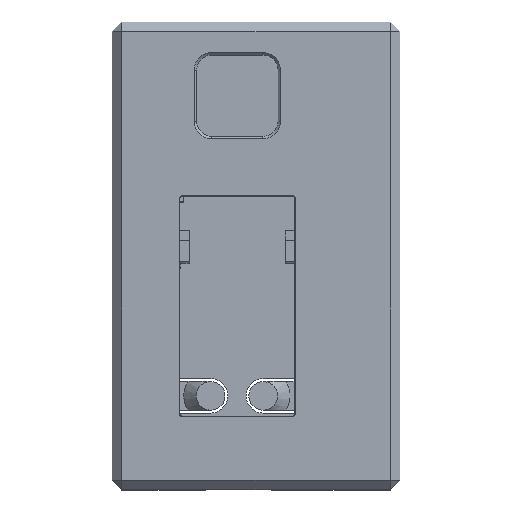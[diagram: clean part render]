
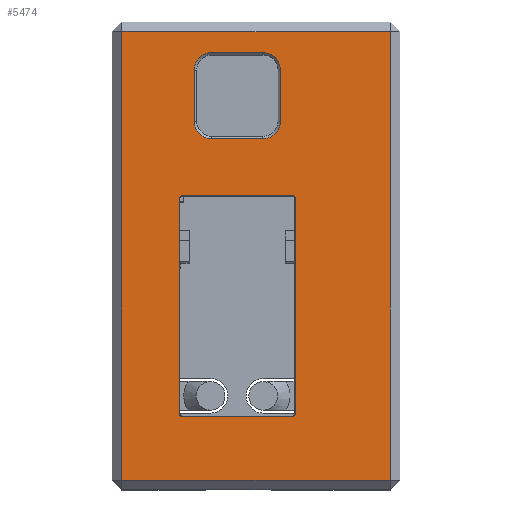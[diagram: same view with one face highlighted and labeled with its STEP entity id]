
A CAD part, top view. The second image highlights one B-rep face of the part: STEP entity #5474.
In plain terms, the highlighted planar face has unit normal (0, 0, 1).
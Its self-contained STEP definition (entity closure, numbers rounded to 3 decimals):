
#84=FACE_BOUND('',#680,.T.);
#85=FACE_BOUND('',#681,.T.);
#158=CIRCLE('',#5845,0.3);
#159=CIRCLE('',#5846,0.3);
#160=CIRCLE('',#5847,0.3);
#161=CIRCLE('',#5848,0.3);
#162=CIRCLE('',#5849,1.83);
#163=CIRCLE('',#5850,1.83);
#164=CIRCLE('',#5851,1.83);
#165=CIRCLE('',#5852,1.83);
#373=FACE_OUTER_BOUND('',#679,.T.);
#679=EDGE_LOOP('',(#4468,#4469,#4470,#4471));
#680=EDGE_LOOP('',(#4472,#4473,#4474,#4475,#4476,#4477,#4478,#4479));
#681=EDGE_LOOP('',(#4480,#4481,#4482,#4483,#4484,#4485,#4486,#4487));
#1217=LINE('',#8457,#1911);
#1225=LINE('',#8474,#1919);
#1227=LINE('',#8477,#1921);
#1232=LINE('',#8486,#1926);
#1244=LINE('',#8512,#1938);
#1245=LINE('',#8516,#1939);
#1246=LINE('',#8520,#1940);
#1247=LINE('',#8524,#1941);
#1248=LINE('',#8528,#1942);
#1249=LINE('',#8532,#1943);
#1250=LINE('',#8536,#1944);
#1251=LINE('',#8540,#1945);
#1911=VECTOR('',#6893,10.);
#1919=VECTOR('',#6907,10.);
#1921=VECTOR('',#6911,10.);
#1926=VECTOR('',#6920,10.);
#1938=VECTOR('',#6944,10.);
#1939=VECTOR('',#6947,10.);
#1940=VECTOR('',#6950,10.);
#1941=VECTOR('',#6953,10.);
#1942=VECTOR('',#6956,10.);
#1943=VECTOR('',#6959,10.);
#1944=VECTOR('',#6962,10.);
#1945=VECTOR('',#6965,10.);
#2500=VERTEX_POINT('',#8445);
#2503=VERTEX_POINT('',#8452);
#2506=VERTEX_POINT('',#8462);
#2509=VERTEX_POINT('',#8469);
#2518=VERTEX_POINT('',#8510);
#2519=VERTEX_POINT('',#8511);
#2520=VERTEX_POINT('',#8513);
#2521=VERTEX_POINT('',#8515);
#2522=VERTEX_POINT('',#8517);
#2523=VERTEX_POINT('',#8519);
#2524=VERTEX_POINT('',#8521);
#2525=VERTEX_POINT('',#8523);
#2526=VERTEX_POINT('',#8526);
#2527=VERTEX_POINT('',#8527);
#2528=VERTEX_POINT('',#8529);
#2529=VERTEX_POINT('',#8531);
#2530=VERTEX_POINT('',#8533);
#2531=VERTEX_POINT('',#8535);
#2532=VERTEX_POINT('',#8537);
#2533=VERTEX_POINT('',#8539);
#3175=EDGE_CURVE('',#2500,#2503,#1217,.T.);
#3183=EDGE_CURVE('',#2503,#2509,#1225,.T.);
#3185=EDGE_CURVE('',#2509,#2506,#1227,.T.);
#3190=EDGE_CURVE('',#2506,#2500,#1232,.T.);
#3202=EDGE_CURVE('',#2518,#2519,#1244,.T.);
#3203=EDGE_CURVE('',#2520,#2518,#158,.T.);
#3204=EDGE_CURVE('',#2521,#2520,#1245,.T.);
#3205=EDGE_CURVE('',#2522,#2521,#159,.T.);
#3206=EDGE_CURVE('',#2523,#2522,#1246,.T.);
#3207=EDGE_CURVE('',#2524,#2523,#160,.T.);
#3208=EDGE_CURVE('',#2525,#2524,#1247,.T.);
#3209=EDGE_CURVE('',#2519,#2525,#161,.T.);
#3210=EDGE_CURVE('',#2526,#2527,#1248,.T.);
#3211=EDGE_CURVE('',#2528,#2526,#162,.T.);
#3212=EDGE_CURVE('',#2529,#2528,#1249,.T.);
#3213=EDGE_CURVE('',#2530,#2529,#163,.T.);
#3214=EDGE_CURVE('',#2531,#2530,#1250,.T.);
#3215=EDGE_CURVE('',#2532,#2531,#164,.T.);
#3216=EDGE_CURVE('',#2533,#2532,#1251,.T.);
#3217=EDGE_CURVE('',#2527,#2533,#165,.T.);
#4468=ORIENTED_EDGE('',*,*,#3175,.F.);
#4469=ORIENTED_EDGE('',*,*,#3190,.F.);
#4470=ORIENTED_EDGE('',*,*,#3185,.F.);
#4471=ORIENTED_EDGE('',*,*,#3183,.F.);
#4472=ORIENTED_EDGE('',*,*,#3202,.F.);
#4473=ORIENTED_EDGE('',*,*,#3203,.F.);
#4474=ORIENTED_EDGE('',*,*,#3204,.F.);
#4475=ORIENTED_EDGE('',*,*,#3205,.F.);
#4476=ORIENTED_EDGE('',*,*,#3206,.F.);
#4477=ORIENTED_EDGE('',*,*,#3207,.F.);
#4478=ORIENTED_EDGE('',*,*,#3208,.F.);
#4479=ORIENTED_EDGE('',*,*,#3209,.F.);
#4480=ORIENTED_EDGE('',*,*,#3210,.F.);
#4481=ORIENTED_EDGE('',*,*,#3211,.F.);
#4482=ORIENTED_EDGE('',*,*,#3212,.F.);
#4483=ORIENTED_EDGE('',*,*,#3213,.F.);
#4484=ORIENTED_EDGE('',*,*,#3214,.F.);
#4485=ORIENTED_EDGE('',*,*,#3215,.F.);
#4486=ORIENTED_EDGE('',*,*,#3216,.F.);
#4487=ORIENTED_EDGE('',*,*,#3217,.F.);
#5192=PLANE('',#5844);
#5474=ADVANCED_FACE('',(#373,#84,#85),#5192,.T.);
#5844=AXIS2_PLACEMENT_3D('',#8509,#6942,#6943);
#5845=AXIS2_PLACEMENT_3D('',#8514,#6945,#6946);
#5846=AXIS2_PLACEMENT_3D('',#8518,#6948,#6949);
#5847=AXIS2_PLACEMENT_3D('',#8522,#6951,#6952);
#5848=AXIS2_PLACEMENT_3D('',#8525,#6954,#6955);
#5849=AXIS2_PLACEMENT_3D('',#8530,#6957,#6958);
#5850=AXIS2_PLACEMENT_3D('',#8534,#6960,#6961);
#5851=AXIS2_PLACEMENT_3D('',#8538,#6963,#6964);
#5852=AXIS2_PLACEMENT_3D('',#8541,#6966,#6967);
#6893=DIRECTION('',(0.,-1.,0.));
#6907=DIRECTION('',(-1.,0.,0.));
#6911=DIRECTION('',(0.,1.,0.));
#6920=DIRECTION('',(1.,0.,0.));
#6942=DIRECTION('center_axis',(0.,0.,1.));
#6943=DIRECTION('ref_axis',(1.,0.,0.));
#6944=DIRECTION('',(0.,-1.,0.));
#6945=DIRECTION('center_axis',(0.,0.,1.));
#6946=DIRECTION('ref_axis',(0.,1.,0.));
#6947=DIRECTION('',(-1.,0.,0.));
#6948=DIRECTION('center_axis',(0.,0.,1.));
#6949=DIRECTION('ref_axis',(1.,0.,0.));
#6950=DIRECTION('',(0.,1.,0.));
#6951=DIRECTION('center_axis',(0.,0.,1.));
#6952=DIRECTION('ref_axis',(0.,-1.,0.));
#6953=DIRECTION('',(1.,0.,0.));
#6954=DIRECTION('center_axis',(0.,0.,1.));
#6955=DIRECTION('ref_axis',(-1.,0.,0.));
#6956=DIRECTION('',(0.,1.,0.));
#6957=DIRECTION('center_axis',(0.,0.,1.));
#6958=DIRECTION('ref_axis',(0.,-1.,0.));
#6959=DIRECTION('',(1.,0.,0.));
#6960=DIRECTION('center_axis',(0.,0.,1.));
#6961=DIRECTION('ref_axis',(-1.,0.,0.));
#6962=DIRECTION('',(0.,-1.,0.));
#6963=DIRECTION('center_axis',(0.,0.,1.));
#6964=DIRECTION('ref_axis',(0.,1.,0.));
#6965=DIRECTION('',(-1.,0.,0.));
#6966=DIRECTION('center_axis',(0.,0.,1.));
#6967=DIRECTION('ref_axis',(1.,0.,0.));
#8445=CARTESIAN_POINT('',(16.,35.1,4.77));
#8452=CARTESIAN_POINT('',(16.,-11.8,4.77));
#8457=CARTESIAN_POINT('',(16.,-0.575,4.77));
#8462=CARTESIAN_POINT('',(-12.1,35.1,4.77));
#8469=CARTESIAN_POINT('',(-12.1,-11.8,4.77));
#8474=CARTESIAN_POINT('',(2.3,-11.8,4.77));
#8477=CARTESIAN_POINT('',(-12.1,23.875,4.77));
#8486=CARTESIAN_POINT('',(5.1,35.1,4.77));
#8509=CARTESIAN_POINT('Origin',(0.,11.65,
4.77));
#8510=CARTESIAN_POINT('',(-6.05,17.65,4.77));
#8511=CARTESIAN_POINT('',(-6.05,-4.85,4.77));
#8512=CARTESIAN_POINT('',(-6.05,3.4,4.77));
#8513=CARTESIAN_POINT('',(-5.75,17.95,4.77));
#8514=CARTESIAN_POINT('Origin',(-5.75,17.65,4.77));
#8515=CARTESIAN_POINT('',(5.75,17.95,4.77));
#8516=CARTESIAN_POINT('',(-2.875,17.95,4.77));
#8517=CARTESIAN_POINT('',(6.05,17.65,4.77));
#8518=CARTESIAN_POINT('Origin',(5.75,17.65,4.77));
#8519=CARTESIAN_POINT('',(6.05,-4.85,4.77));
#8520=CARTESIAN_POINT('',(6.05,14.65,4.77));
#8521=CARTESIAN_POINT('',(5.75,-5.15,4.77));
#8522=CARTESIAN_POINT('Origin',(5.75,-4.85,4.77));
#8523=CARTESIAN_POINT('',(-5.75,-5.15,4.77));
#8524=CARTESIAN_POINT('',(2.875,-5.15,4.77));
#8525=CARTESIAN_POINT('Origin',(-5.75,-4.85,4.77));
#8526=CARTESIAN_POINT('',(4.5,25.73,4.77));
#8527=CARTESIAN_POINT('',(4.5,31.07,4.77));
#8528=CARTESIAN_POINT('',(4.5,21.36,4.77));
#8529=CARTESIAN_POINT('',(2.67,23.9,4.77));
#8530=CARTESIAN_POINT('Origin',(2.67,25.73,4.77));
#8531=CARTESIAN_POINT('',(-2.67,23.9,4.77));
#8532=CARTESIAN_POINT('',(1.335,23.9,4.77));
#8533=CARTESIAN_POINT('',(-4.5,25.73,4.77));
#8534=CARTESIAN_POINT('Origin',(-2.67,25.73,4.77));
#8535=CARTESIAN_POINT('',(-4.5,31.07,4.77));
#8536=CARTESIAN_POINT('',(-4.5,18.69,4.77));
#8537=CARTESIAN_POINT('',(-2.67,32.9,4.77));
#8538=CARTESIAN_POINT('Origin',(-2.67,31.07,4.77));
#8539=CARTESIAN_POINT('',(2.67,32.9,4.77));
#8540=CARTESIAN_POINT('',(-1.335,32.9,4.77));
#8541=CARTESIAN_POINT('Origin',(2.67,31.07,4.77));
